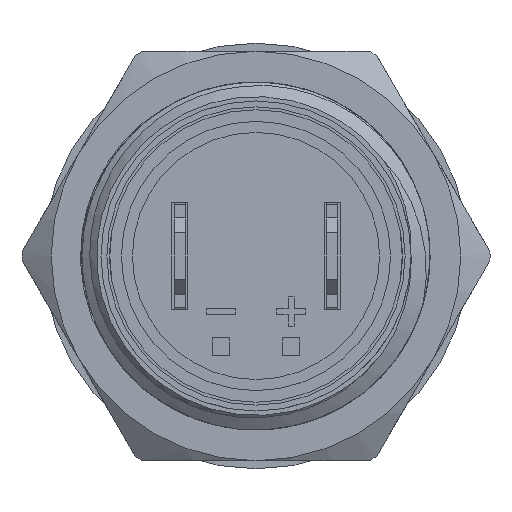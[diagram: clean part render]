
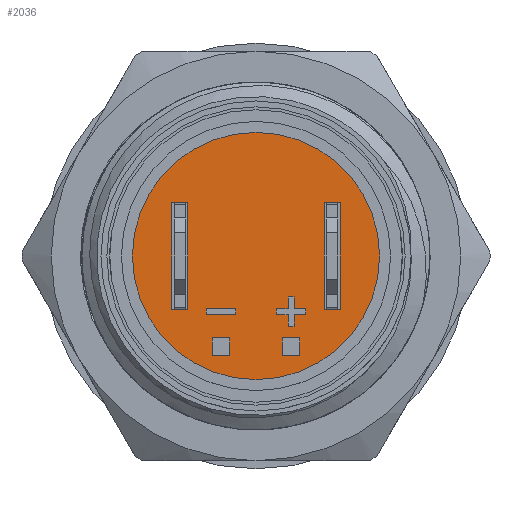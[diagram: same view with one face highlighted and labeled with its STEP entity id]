
A CAD part, front view. The second image highlights one B-rep face of the part: STEP entity #2036.
In plain terms, the highlighted planar face has unit normal (0, -1, 0).
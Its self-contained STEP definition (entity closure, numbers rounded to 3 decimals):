
#275=LINE('',#17550,#969);
#276=LINE('',#17553,#970);
#277=LINE('',#17555,#971);
#278=LINE('',#17557,#972);
#279=LINE('',#17562,#973);
#280=LINE('',#17565,#974);
#281=LINE('',#17567,#975);
#282=LINE('',#17569,#976);
#283=LINE('',#17570,#977);
#284=LINE('',#17573,#978);
#285=LINE('',#17575,#979);
#286=LINE('',#17577,#980);
#287=LINE('',#17578,#981);
#288=LINE('',#17581,#982);
#289=LINE('',#17583,#983);
#290=LINE('',#17585,#984);
#291=LINE('',#17586,#985);
#292=LINE('',#17589,#986);
#293=LINE('',#17591,#987);
#294=LINE('',#17593,#988);
#295=LINE('',#17594,#989);
#296=LINE('',#17597,#990);
#297=LINE('',#17599,#991);
#298=LINE('',#17601,#992);
#299=LINE('',#17603,#993);
#300=LINE('',#17605,#994);
#301=LINE('',#17607,#995);
#302=LINE('',#17609,#996);
#303=LINE('',#17611,#997);
#304=LINE('',#17613,#998);
#305=LINE('',#17615,#999);
#306=LINE('',#17617,#1000);
#969=VECTOR('',#8787,1.);
#970=VECTOR('',#8788,1.);
#971=VECTOR('',#8789,1.);
#972=VECTOR('',#8790,1.);
#973=VECTOR('',#8795,1.);
#974=VECTOR('',#8796,1.);
#975=VECTOR('',#8797,1.);
#976=VECTOR('',#8798,1.);
#977=VECTOR('',#8799,1.);
#978=VECTOR('',#8800,1.);
#979=VECTOR('',#8801,1.);
#980=VECTOR('',#8802,1.);
#981=VECTOR('',#8803,1.);
#982=VECTOR('',#8804,1.);
#983=VECTOR('',#8805,1.);
#984=VECTOR('',#8806,1.);
#985=VECTOR('',#8807,1.);
#986=VECTOR('',#8808,1.);
#987=VECTOR('',#8809,1.);
#988=VECTOR('',#8810,1.);
#989=VECTOR('',#8811,1.);
#990=VECTOR('',#8812,1.);
#991=VECTOR('',#8813,1.);
#992=VECTOR('',#8814,1.);
#993=VECTOR('',#8815,1.);
#994=VECTOR('',#8816,1.);
#995=VECTOR('',#8817,1.);
#996=VECTOR('',#8818,1.);
#997=VECTOR('',#8819,1.);
#998=VECTOR('',#8820,1.);
#999=VECTOR('',#8821,1.);
#1000=VECTOR('',#8822,1.);
#1590=PLANE('',#7797);
#1817=FACE_BOUND('',#2945,.T.);
#1818=FACE_BOUND('',#2946,.T.);
#1819=FACE_BOUND('',#2947,.T.);
#1820=FACE_BOUND('',#2948,.T.);
#1821=FACE_BOUND('',#2949,.T.);
#1822=FACE_BOUND('',#2950,.T.);
#1823=FACE_BOUND('',#2951,.T.);
#2036=ADVANCED_FACE('',(#1817,#1818,#1819,#1820,#1821,#1822,#1823),#1590,
 .T.);
#2945=EDGE_LOOP('',(#4294,#4295,#4296,#4297));
#2946=EDGE_LOOP('',(#4298,#4299));
#2947=EDGE_LOOP('',(#4300,#4301,#4302,#4303));
#2948=EDGE_LOOP('',(#4304,#4305,#4306,#4307));
#2949=EDGE_LOOP('',(#4308,#4309,#4310,#4311));
#2950=EDGE_LOOP('',(#4312,#4313,#4314,#4315));
#2951=EDGE_LOOP('',(#4316,#4317,#4318,#4319,#4320,#4321,#4322,#4323,#4324,
#4325,#4326,#4327));
#3314=CIRCLE('',#7795,4.225);
#3315=CIRCLE('',#7796,4.225);
#4294=ORIENTED_EDGE('',*,*,#6693,.T.);
#4295=ORIENTED_EDGE('',*,*,#6694,.T.);
#4296=ORIENTED_EDGE('',*,*,#6695,.T.);
#4297=ORIENTED_EDGE('',*,*,#6696,.T.);
#4298=ORIENTED_EDGE('',*,*,#6697,.F.);
#4299=ORIENTED_EDGE('',*,*,#6698,.T.);
#4300=ORIENTED_EDGE('',*,*,#6699,.T.);
#4301=ORIENTED_EDGE('',*,*,#6700,.T.);
#4302=ORIENTED_EDGE('',*,*,#6701,.T.);
#4303=ORIENTED_EDGE('',*,*,#6702,.T.);
#4304=ORIENTED_EDGE('',*,*,#6703,.T.);
#4305=ORIENTED_EDGE('',*,*,#6704,.T.);
#4306=ORIENTED_EDGE('',*,*,#6705,.T.);
#4307=ORIENTED_EDGE('',*,*,#6706,.T.);
#4308=ORIENTED_EDGE('',*,*,#6707,.T.);
#4309=ORIENTED_EDGE('',*,*,#6708,.T.);
#4310=ORIENTED_EDGE('',*,*,#6709,.T.);
#4311=ORIENTED_EDGE('',*,*,#6710,.T.);
#4312=ORIENTED_EDGE('',*,*,#6711,.T.);
#4313=ORIENTED_EDGE('',*,*,#6712,.T.);
#4314=ORIENTED_EDGE('',*,*,#6713,.T.);
#4315=ORIENTED_EDGE('',*,*,#6714,.T.);
#4316=ORIENTED_EDGE('',*,*,#6715,.T.);
#4317=ORIENTED_EDGE('',*,*,#6716,.T.);
#4318=ORIENTED_EDGE('',*,*,#6717,.T.);
#4319=ORIENTED_EDGE('',*,*,#6718,.T.);
#4320=ORIENTED_EDGE('',*,*,#6719,.T.);
#4321=ORIENTED_EDGE('',*,*,#6720,.T.);
#4322=ORIENTED_EDGE('',*,*,#6721,.T.);
#4323=ORIENTED_EDGE('',*,*,#6722,.T.);
#4324=ORIENTED_EDGE('',*,*,#6723,.T.);
#4325=ORIENTED_EDGE('',*,*,#6724,.T.);
#4326=ORIENTED_EDGE('',*,*,#6725,.T.);
#4327=ORIENTED_EDGE('',*,*,#6726,.T.);
#5821=VERTEX_POINT('',#17551);
#5822=VERTEX_POINT('',#17552);
#5823=VERTEX_POINT('',#17554);
#5824=VERTEX_POINT('',#17556);
#5825=VERTEX_POINT('',#17559);
#5826=VERTEX_POINT('',#17560);
#5827=VERTEX_POINT('',#17563);
#5828=VERTEX_POINT('',#17564);
#5829=VERTEX_POINT('',#17566);
#5830=VERTEX_POINT('',#17568);
#5831=VERTEX_POINT('',#17571);
#5832=VERTEX_POINT('',#17572);
#5833=VERTEX_POINT('',#17574);
#5834=VERTEX_POINT('',#17576);
#5835=VERTEX_POINT('',#17579);
#5836=VERTEX_POINT('',#17580);
#5837=VERTEX_POINT('',#17582);
#5838=VERTEX_POINT('',#17584);
#5839=VERTEX_POINT('',#17587);
#5840=VERTEX_POINT('',#17588);
#5841=VERTEX_POINT('',#17590);
#5842=VERTEX_POINT('',#17592);
#5843=VERTEX_POINT('',#17595);
#5844=VERTEX_POINT('',#17596);
#5845=VERTEX_POINT('',#17598);
#5846=VERTEX_POINT('',#17600);
#5847=VERTEX_POINT('',#17602);
#5848=VERTEX_POINT('',#17604);
#5849=VERTEX_POINT('',#17606);
#5850=VERTEX_POINT('',#17608);
#5851=VERTEX_POINT('',#17610);
#5852=VERTEX_POINT('',#17612);
#5853=VERTEX_POINT('',#17614);
#5854=VERTEX_POINT('',#17616);
#6693=EDGE_CURVE('',#5821,#5822,#275,.T.);
#6694=EDGE_CURVE('',#5822,#5823,#276,.T.);
#6695=EDGE_CURVE('',#5823,#5824,#277,.T.);
#6696=EDGE_CURVE('',#5824,#5821,#278,.T.);
#6697=EDGE_CURVE('',#5825,#5826,#3314,.T.);
#6698=EDGE_CURVE('',#5825,#5826,#3315,.T.);
#6699=EDGE_CURVE('',#5827,#5828,#279,.T.);
#6700=EDGE_CURVE('',#5828,#5829,#280,.T.);
#6701=EDGE_CURVE('',#5829,#5830,#281,.T.);
#6702=EDGE_CURVE('',#5830,#5827,#282,.T.);
#6703=EDGE_CURVE('',#5831,#5832,#283,.T.);
#6704=EDGE_CURVE('',#5832,#5833,#284,.T.);
#6705=EDGE_CURVE('',#5833,#5834,#285,.T.);
#6706=EDGE_CURVE('',#5834,#5831,#286,.T.);
#6707=EDGE_CURVE('',#5835,#5836,#287,.T.);
#6708=EDGE_CURVE('',#5836,#5837,#288,.T.);
#6709=EDGE_CURVE('',#5837,#5838,#289,.T.);
#6710=EDGE_CURVE('',#5838,#5835,#290,.T.);
#6711=EDGE_CURVE('',#5839,#5840,#291,.T.);
#6712=EDGE_CURVE('',#5840,#5841,#292,.T.);
#6713=EDGE_CURVE('',#5841,#5842,#293,.T.);
#6714=EDGE_CURVE('',#5842,#5839,#294,.T.);
#6715=EDGE_CURVE('',#5843,#5844,#295,.T.);
#6716=EDGE_CURVE('',#5844,#5845,#296,.T.);
#6717=EDGE_CURVE('',#5845,#5846,#297,.T.);
#6718=EDGE_CURVE('',#5846,#5847,#298,.T.);
#6719=EDGE_CURVE('',#5847,#5848,#299,.T.);
#6720=EDGE_CURVE('',#5848,#5849,#300,.T.);
#6721=EDGE_CURVE('',#5849,#5850,#301,.T.);
#6722=EDGE_CURVE('',#5850,#5851,#302,.T.);
#6723=EDGE_CURVE('',#5851,#5852,#303,.T.);
#6724=EDGE_CURVE('',#5852,#5853,#304,.T.);
#6725=EDGE_CURVE('',#5853,#5854,#305,.T.);
#6726=EDGE_CURVE('',#5854,#5843,#306,.T.);
#7795=AXIS2_PLACEMENT_3D('',#17558,#8791,#8792);
#7796=AXIS2_PLACEMENT_3D('',#17561,#8793,#8794);
#7797=AXIS2_PLACEMENT_3D('',#17618,#8823,#8824);
#8787=DIRECTION('',(0.,0.,1.));
#8788=DIRECTION('',(1.,0.,0.));
#8789=DIRECTION('',(0.,0.,-1.));
#8790=DIRECTION('',(-1.,0.,0.));
#8791=DIRECTION('',(0.,1.,0.));
#8792=DIRECTION('',(1.,0.,0.));
#8793=DIRECTION('',(0.,-1.,0.));
#8794=DIRECTION('',(1.,0.,0.));
#8795=DIRECTION('',(1.,0.,0.));
#8796=DIRECTION('',(0.,0.,-1.));
#8797=DIRECTION('',(-1.,0.,0.));
#8798=DIRECTION('',(0.,0.,1.));
#8799=DIRECTION('',(0.,0.,1.));
#8800=DIRECTION('',(1.,0.,0.));
#8801=DIRECTION('',(0.,0.,-1.));
#8802=DIRECTION('',(-1.,0.,0.));
#8803=DIRECTION('',(1.,0.,0.));
#8804=DIRECTION('',(0.,0.,-1.));
#8805=DIRECTION('',(-1.,0.,0.));
#8806=DIRECTION('',(0.,0.,1.));
#8807=DIRECTION('',(0.,0.,1.));
#8808=DIRECTION('',(1.,0.,0.));
#8809=DIRECTION('',(0.,0.,-1.));
#8810=DIRECTION('',(-1.,0.,0.));
#8811=DIRECTION('',(0.,0.,1.));
#8812=DIRECTION('',(1.,0.,0.));
#8813=DIRECTION('',(0.,0.,-1.));
#8814=DIRECTION('',(1.,0.,0.));
#8815=DIRECTION('',(0.,0.,-1.));
#8816=DIRECTION('',(-1.,0.,0.));
#8817=DIRECTION('',(0.,0.,-1.));
#8818=DIRECTION('',(-1.,0.,0.));
#8819=DIRECTION('',(0.,0.,1.));
#8820=DIRECTION('',(-1.,0.,0.));
#8821=DIRECTION('',(0.,0.,1.));
#8822=DIRECTION('',(1.,0.,0.));
#8823=DIRECTION('',(0.,-1.,0.));
#8824=DIRECTION('',(-1.,0.,0.));
#17550=CARTESIAN_POINT('',(-1.7,0.,-2.));
#17551=CARTESIAN_POINT('',(-1.7,0.,-2.));
#17552=CARTESIAN_POINT('',(-1.7,0.,-1.8));
#17553=CARTESIAN_POINT('',(-1.7,0.,-1.8));
#17554=CARTESIAN_POINT('',(-0.7,0.,-1.8));
#17555=CARTESIAN_POINT('',(-0.7,0.,-1.8));
#17556=CARTESIAN_POINT('',(-0.7,0.,-2.));
#17557=CARTESIAN_POINT('',(-0.7,0.,-2.));
#17558=CARTESIAN_POINT('',(0.,0.,0.));
#17559=CARTESIAN_POINT('',(4.225,0.,0.));
#17560=CARTESIAN_POINT('',(-4.225,0.,0.));
#17561=CARTESIAN_POINT('',(0.,0.,0.));
#17562=CARTESIAN_POINT('',(-1.45,0.,-2.8));
#17563=CARTESIAN_POINT('',(-1.5,0.,-2.8));
#17564=CARTESIAN_POINT('',(-0.9,0.,-2.8));
#17565=CARTESIAN_POINT('',(-0.9,0.,-2.9));
#17566=CARTESIAN_POINT('',(-0.9,0.,-3.4));
#17567=CARTESIAN_POINT('',(-0.95,0.,-3.4));
#17568=CARTESIAN_POINT('',(-1.5,0.,-3.4));
#17569=CARTESIAN_POINT('',(-1.5,0.,-3.3));
#17570=CARTESIAN_POINT('',(0.9,0.,-3.3));
#17571=CARTESIAN_POINT('',(0.9,0.,-3.4));
#17572=CARTESIAN_POINT('',(0.9,0.,-2.8));
#17573=CARTESIAN_POINT('',(0.95,0.,-2.8));
#17574=CARTESIAN_POINT('',(1.5,0.,-2.8));
#17575=CARTESIAN_POINT('',(1.5,0.,-2.9));
#17576=CARTESIAN_POINT('',(1.5,0.,-3.4));
#17577=CARTESIAN_POINT('',(1.45,0.,-3.4));
#17578=CARTESIAN_POINT('',(-2.95,0.,1.825));
#17579=CARTESIAN_POINT('',(-2.875,0.,1.825));
#17580=CARTESIAN_POINT('',(-2.325,0.,1.825));
#17581=CARTESIAN_POINT('',(-2.325,0.,2.));
#17582=CARTESIAN_POINT('',(-2.325,0.,-1.825));
#17583=CARTESIAN_POINT('',(-2.25,0.,-1.825));
#17584=CARTESIAN_POINT('',(-2.875,0.,-1.825));
#17585=CARTESIAN_POINT('',(-2.875,0.,-2.));
#17586=CARTESIAN_POINT('',(2.325,0.,-2.));
#17587=CARTESIAN_POINT('',(2.325,0.,-1.825));
#17588=CARTESIAN_POINT('',(2.325,0.,1.825));
#17589=CARTESIAN_POINT('',(2.25,0.,1.825));
#17590=CARTESIAN_POINT('',(2.875,0.,1.825));
#17591=CARTESIAN_POINT('',(2.875,0.,2.));
#17592=CARTESIAN_POINT('',(2.875,0.,-1.825));
#17593=CARTESIAN_POINT('',(2.95,0.,-1.825));
#17594=CARTESIAN_POINT('',(1.1,0.,-1.8));
#17595=CARTESIAN_POINT('',(1.1,0.,-1.8));
#17596=CARTESIAN_POINT('',(1.1,0.,-1.4));
#17597=CARTESIAN_POINT('',(1.1,0.,-1.4));
#17598=CARTESIAN_POINT('',(1.3,0.,-1.4));
#17599=CARTESIAN_POINT('',(1.3,0.,-1.4));
#17600=CARTESIAN_POINT('',(1.3,0.,-1.8));
#17601=CARTESIAN_POINT('',(1.3,0.,-1.8));
#17602=CARTESIAN_POINT('',(1.7,0.,-1.8));
#17603=CARTESIAN_POINT('',(1.7,0.,-1.8));
#17604=CARTESIAN_POINT('',(1.7,0.,-2.));
#17605=CARTESIAN_POINT('',(1.7,0.,-2.));
#17606=CARTESIAN_POINT('',(1.3,0.,-2.));
#17607=CARTESIAN_POINT('',(1.3,0.,-2.));
#17608=CARTESIAN_POINT('',(1.3,0.,-2.4));
#17609=CARTESIAN_POINT('',(1.3,0.,-2.4));
#17610=CARTESIAN_POINT('',(1.1,0.,-2.4));
#17611=CARTESIAN_POINT('',(1.1,0.,-2.4));
#17612=CARTESIAN_POINT('',(1.1,0.,-2.));
#17613=CARTESIAN_POINT('',(1.1,0.,-2.));
#17614=CARTESIAN_POINT('',(0.7,0.,-2.));
#17615=CARTESIAN_POINT('',(0.7,0.,-2.));
#17616=CARTESIAN_POINT('',(0.7,0.,-1.8));
#17617=CARTESIAN_POINT('',(0.7,0.,-1.8));
#17618=CARTESIAN_POINT('',(0.,0.,0.));
